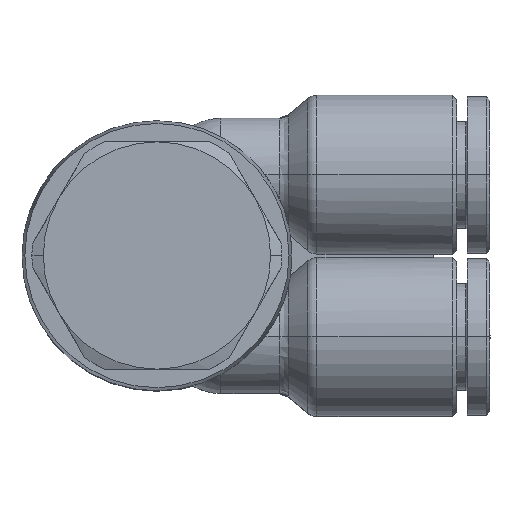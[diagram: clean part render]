
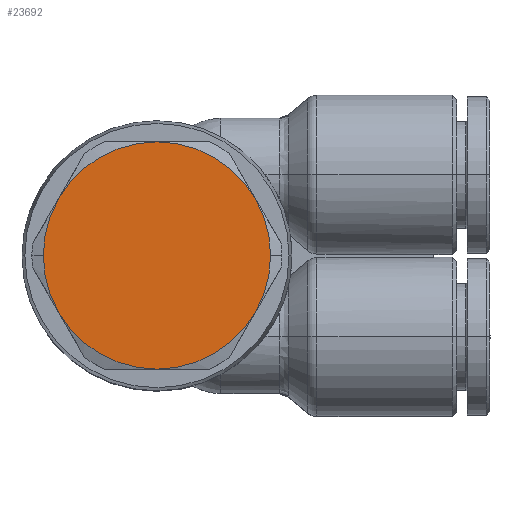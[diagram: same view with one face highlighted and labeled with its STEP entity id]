
A CAD part, top view. The second image highlights one B-rep face of the part: STEP entity #23692.
In plain terms, the highlighted planar face has unit normal (0, 0, 1).
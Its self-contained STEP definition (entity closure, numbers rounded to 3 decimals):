
#3391=CARTESIAN_POINT('',(-7.5,5.7,12.0));
#3392=VERTEX_POINT('',#3391);
#3400=CARTESIAN_POINT('',(-6.428,1.7,12.));
#3401=VERTEX_POINT('',#3400);
#3415=CARTESIAN_POINT('',(0.5,5.7,12.));
#3416=DIRECTION('',(0.0,0.0,1.0));
#3417=DIRECTION('',(1.0,0.0,0.0));
#3418=AXIS2_PLACEMENT_3D('',#3415,#3416,#3417);
#3419=CIRCLE('',#3418,8.);
#3420=EDGE_CURVE('',#3392,#3401,#3419,.T.);
#3430=CARTESIAN_POINT('',(8.5,5.7,12.));
#3431=VERTEX_POINT('',#3430);
#3438=CARTESIAN_POINT('',(7.428,1.7,12.));
#3439=VERTEX_POINT('',#3438);
#3440=CARTESIAN_POINT('',(0.5,5.7,12.));
#3441=DIRECTION('',(0.0,0.0,1.0));
#3442=DIRECTION('',(1.0,0.0,0.0));
#3443=AXIS2_PLACEMENT_3D('',#3440,#3441,#3442);
#3444=CIRCLE('',#3443,8.);
#3445=EDGE_CURVE('',#3439,#3431,#3444,.T.);
#23086=CARTESIAN_POINT('',(7.428,9.7,12.));
#23087=VERTEX_POINT('',#23086);
#23110=CARTESIAN_POINT('',(0.5,13.7,12.));
#23111=VERTEX_POINT('',#23110);
#23125=CARTESIAN_POINT('',(0.5,5.7,12.));
#23126=DIRECTION('',(0.0,0.0,1.0));
#23127=DIRECTION('',(1.0,0.0,0.0));
#23128=AXIS2_PLACEMENT_3D('',#23125,#23126,#23127);
#23129=CIRCLE('',#23128,8.);
#23130=EDGE_CURVE('',#23087,#23111,#23129,.T.);
#23163=CARTESIAN_POINT('',(0.5,5.7,12.));
#23164=DIRECTION('',(0.0,0.0,1.0));
#23165=DIRECTION('',(1.0,0.0,0.0));
#23166=AXIS2_PLACEMENT_3D('',#23163,#23164,#23165);
#23167=CIRCLE('',#23166,8.);
#23168=EDGE_CURVE('',#3431,#23087,#23167,.T.);
#23180=CARTESIAN_POINT('',(0.5,-2.3,12.));
#23181=VERTEX_POINT('',#23180);
#23217=CARTESIAN_POINT('',(0.5,5.7,12.));
#23218=DIRECTION('',(0.0,0.0,1.0));
#23219=DIRECTION('',(1.0,0.0,0.0));
#23220=AXIS2_PLACEMENT_3D('',#23217,#23218,#23219);
#23221=CIRCLE('',#23220,8.);
#23222=EDGE_CURVE('',#23181,#3439,#23221,.T.);
#23247=CARTESIAN_POINT('',(0.5,5.7,12.));
#23248=DIRECTION('',(0.0,0.0,1.0));
#23249=DIRECTION('',(1.0,0.0,0.0));
#23250=AXIS2_PLACEMENT_3D('',#23247,#23248,#23249);
#23251=CIRCLE('',#23250,8.);
#23252=EDGE_CURVE('',#3401,#23181,#23251,.T.);
#23285=CARTESIAN_POINT('',(-6.428,9.7,12.));
#23286=VERTEX_POINT('',#23285);
#23287=CARTESIAN_POINT('',(0.5,5.7,12.));
#23288=DIRECTION('',(0.0,0.0,1.0));
#23289=DIRECTION('',(1.0,0.0,0.0));
#23290=AXIS2_PLACEMENT_3D('',#23287,#23288,#23289);
#23291=CIRCLE('',#23290,8.);
#23292=EDGE_CURVE('',#23286,#3392,#23291,.T.);
#23339=CARTESIAN_POINT('',(0.5,5.7,12.));
#23340=DIRECTION('',(0.0,0.0,1.0));
#23341=DIRECTION('',(1.0,0.0,0.0));
#23342=AXIS2_PLACEMENT_3D('',#23339,#23340,#23341);
#23343=CIRCLE('',#23342,8.);
#23344=EDGE_CURVE('',#23111,#23286,#23343,.T.);
#23677=CARTESIAN_POINT('',(5.25,5.7,12.));
#23678=DIRECTION('',(0.0,0.0,1.0));
#23679=DIRECTION('',(-1.0,0.0,0.0));
#23680=AXIS2_PLACEMENT_3D('',#23677,#23678,#23679);
#23681=PLANE('',#23680);
#23682=ORIENTED_EDGE('',*,*,#23344,.T.);
#23683=ORIENTED_EDGE('',*,*,#23292,.T.);
#23684=ORIENTED_EDGE('',*,*,#3420,.T.);
#23685=ORIENTED_EDGE('',*,*,#23252,.T.);
#23686=ORIENTED_EDGE('',*,*,#23222,.T.);
#23687=ORIENTED_EDGE('',*,*,#3445,.T.);
#23688=ORIENTED_EDGE('',*,*,#23168,.T.);
#23689=ORIENTED_EDGE('',*,*,#23130,.T.);
#23690=EDGE_LOOP('',(#23682,#23683,#23684,#23685,#23686,#23687,#23688,#23689));
#23691=FACE_OUTER_BOUND('',#23690,.T.);
#23692=ADVANCED_FACE('',(#23691),#23681,.T.);
